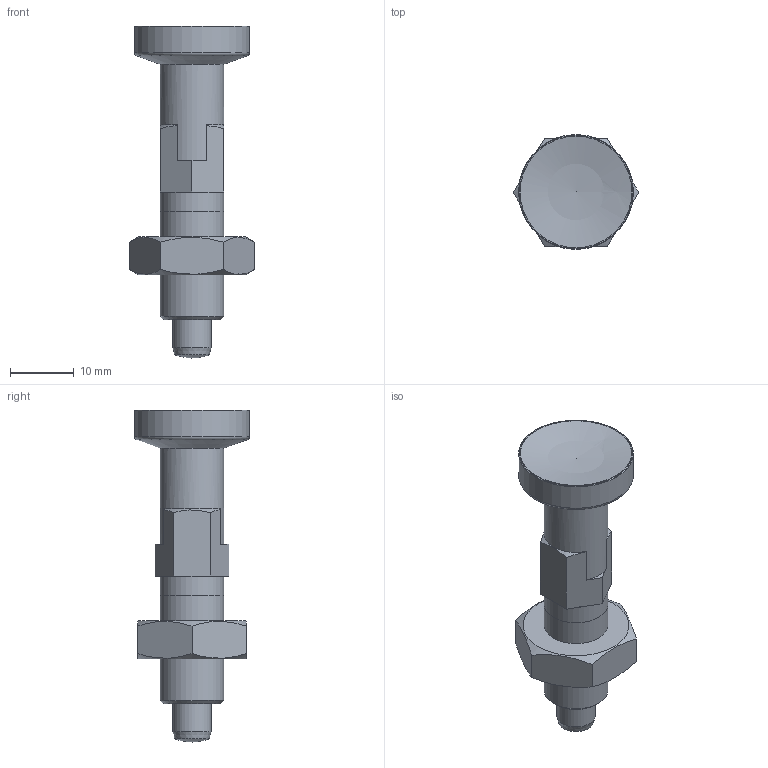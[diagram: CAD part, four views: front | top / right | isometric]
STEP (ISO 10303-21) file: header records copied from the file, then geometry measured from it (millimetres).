
FILE_DESCRIPTION( ( 'Unknown' ), '1' );
FILE_NAME( '7747081_PSAX_18_C.stp', 'Unknown', ( 'Unknown' ), ( 'Unknown' ), 'PSStep 14.0', 'Unknown', ' ' );
FILE_SCHEMA( ( 'AUTOMOTIVE_DESIGN { 1 0 10303 214 1 1 1 1 }' ) );
Length unit declared in the file: millimetre
Products named in the file (1): PSA18_stampato
Bounding box: 19.63 x 18 x 52 mm (x, y, z)
Volume: 5538.7 mm3; surface area: 2767.5 mm2
Topology: 1 solids, 2 shells, 57 faces, 134 edges, 83 vertices
Faces by surface type: plane 38, cylinder 8, cone 7, torus 2, sphere 2
Full cylindrical faces by diameter (mm): 6 x1, 10 x4, 18 x1
Entity records: 2096 total; most frequent: CARTESIAN_POINT 440, DIRECTION 236, ORIENTED_EDGE 228, EDGE_CURVE 114, AXIS2_PLACEMENT_3D 90, VERTEX_POINT 78, EDGE_LOOP 74, FACE_OUTER_BOUND 65
